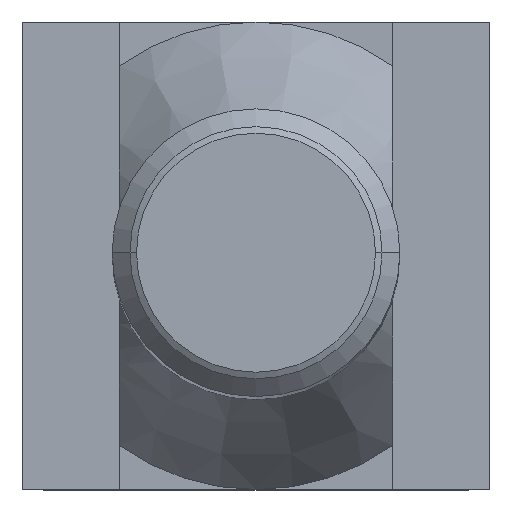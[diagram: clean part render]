
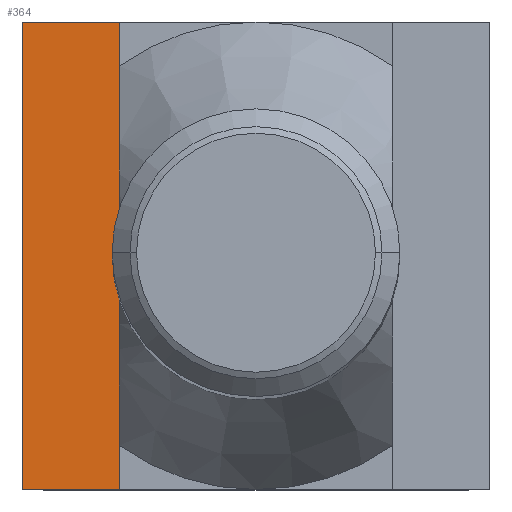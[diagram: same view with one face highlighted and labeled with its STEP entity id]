
A CAD part, top view. The second image highlights one B-rep face of the part: STEP entity #364.
In plain terms, the highlighted planar face has unit normal (0, 0, 1).
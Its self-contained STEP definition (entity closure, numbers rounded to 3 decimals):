
#190=VERTEX_POINT('',#450);
#192=EDGE_CURVE('',#190,#200,#452,.T.);
#200=VERTEX_POINT('',#460);
#202=EDGE_CURVE('',#246,#200,#462,.T.);
#208=VERTEX_POINT('',#469);
#216=EDGE_CURVE('',#208,#246,#477,.T.);
#246=VERTEX_POINT('',#512);
#286=EDGE_CURVE('',#190,#208,#559,.T.);
#364=ADVANCED_FACE('',(#643),#644,.T.);
#450=CARTESIAN_POINT('',(-3.8,6.5,0.0));
#452=LINE('',#749,#750);
#460=CARTESIAN_POINT('',(-3.8,-6.5,0.0));
#462=LINE('',#773,#774);
#469=CARTESIAN_POINT('',(-6.5,6.5,0.0));
#477=LINE('',#795,#796);
#512=CARTESIAN_POINT('',(-6.5,-6.5,0.0));
#559=LINE('',#905,#906);
#643=FACE_OUTER_BOUND('',#1030,.T.);
#644=PLANE('',#1031);
#749=CARTESIAN_POINT('',(-3.8,0.,0.0));
#750=VECTOR('',#1120,1.0);
#773=CARTESIAN_POINT('',(-3.8,-6.5,0.0));
#774=VECTOR('',#1122,1.0);
#795=CARTESIAN_POINT('',(-6.5,0.,0.0));
#796=VECTOR('',#1143,1.0);
#905=CARTESIAN_POINT('',(-3.8,6.5,0.0));
#906=VECTOR('',#1268,1.0);
#1030=EDGE_LOOP('',(#1335,#1336,#1337,#1338));
#1031=AXIS2_PLACEMENT_3D('',#1339,#1340,#1341);
#1120=DIRECTION('',(0.0,-1.0,0.));
#1122=DIRECTION('',(1.0,0.0,0.0));
#1143=DIRECTION('',(0.0,-1.0,0.));
#1268=DIRECTION('',(-1.0,0.0,0.0));
#1335=ORIENTED_EDGE('',*,*,#202,.T.);
#1336=ORIENTED_EDGE('',*,*,#192,.F.);
#1337=ORIENTED_EDGE('',*,*,#286,.T.);
#1338=ORIENTED_EDGE('',*,*,#216,.T.);
#1339=CARTESIAN_POINT('',(-6.5,0.,0.0));
#1340=DIRECTION('',(0.0,0.,1.0));
#1341=DIRECTION('',(0.0,-1.0,0.));
